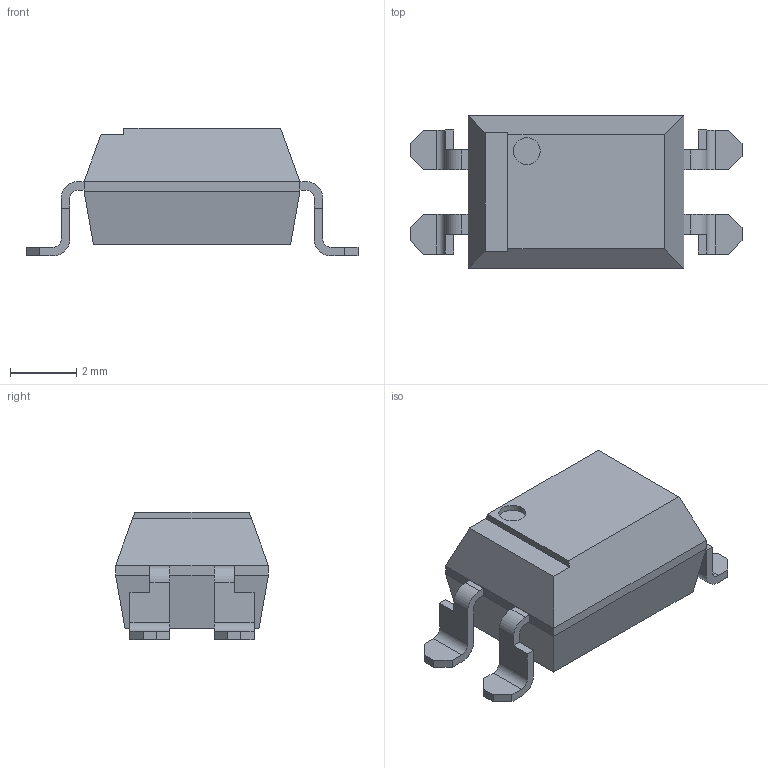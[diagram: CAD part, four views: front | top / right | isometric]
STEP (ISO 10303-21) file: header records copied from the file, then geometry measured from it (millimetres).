
FILE_DESCRIPTION(/* description */ ('Unknown'),/* implementation_level */ '2;1');
FILE_NAME(/* name */ 'PC817-smd',/* time_stamp */ '2022-02-10T19:57:08+01:00',/* author */ ('Unknown'),/* organization */ ('Unknown'),/* preprocessor_version */ 'ST-DEVELOPER v18.1',/* originating_system */ 'Solid Edge',/* authorisation */ 'Unknown');
FILE_SCHEMA (('AUTOMOTIVE_DESIGN {1 0 10303 214 3 1 1}'));
Length unit declared in the file: millimetre
Products named in the file (1): PC817-smd
Bounding box: 10 x 4.6 x 3.85 mm (x, y, z)
Volume: 93.1 mm3; surface area: 151.7 mm2
Topology: 1 solids, 1 shells, 86 faces, 229 edges, 150 vertices
Faces by surface type: plane 69, cylinder 17
Full cylindrical faces by diameter (mm): 0.809 x1
Entity records: 3265 total; most frequent: CARTESIAN_POINT 465, ORIENTED_EDGE 456, DIRECTION 436, EDGE_CURVE 228, LINE 194, VECTOR 194, VERTEX_POINT 150, AXIS2_PLACEMENT_3D 121
